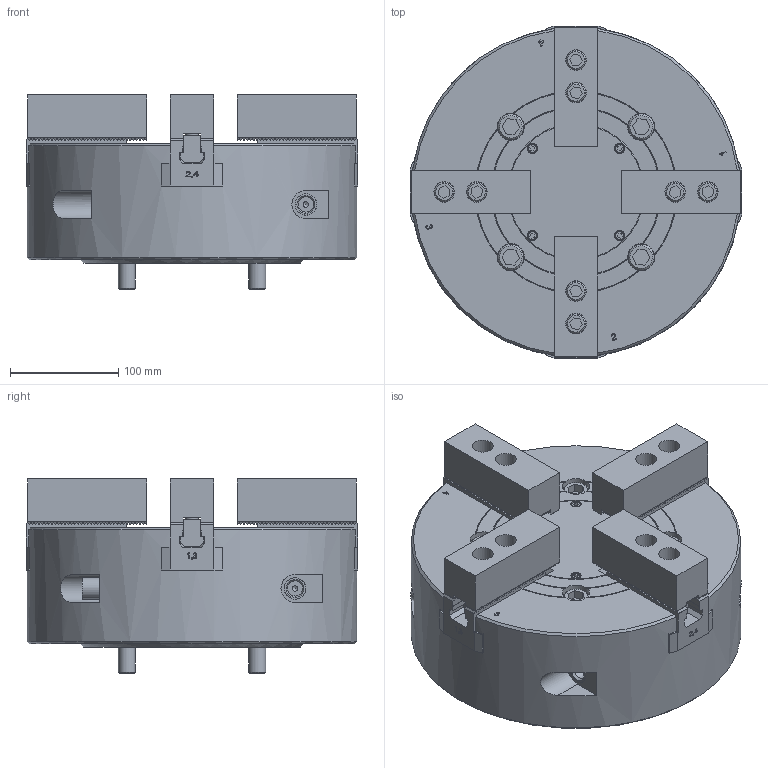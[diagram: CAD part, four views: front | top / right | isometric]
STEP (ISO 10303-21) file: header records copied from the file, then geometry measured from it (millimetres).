
FILE_DESCRIPTION(/* description */ ('Unknown'),/* implementation_level */ '2;1');
FILE_NAME(/* name */ 'HW12-Solid',/* time_stamp */ '2019-08-15T16:20:36+01:00',/* author */ ('Unknown'),/* organization */ ('Unknown'),/* preprocessor_version */ 'ST-DEVELOPER v16.7',/* originating_system */ 'DEX',/* authorisation */ $);
FILE_SCHEMA (('AUTOMOTIVE_DESIGN {1 0 10303 214 3 1 1}'));
Products named in the file (1): HW12_mid stroke
Bounding box: 306 x 306 x 178.98 mm (x, y, z)
Volume: 7696781.5 mm3; surface area: 941940.4 mm2
Topology: 44 solids, 44 shells, 3888 faces, 10996 edges, 7302 vertices
Faces by surface type: plane 2822, cylinder 800, cone 180, bspline 81, torus 5
Full cylindrical faces by diameter (mm): 3.3 x3, 4.2 x4, 4.5 x3, 4.826 x4, 5 x5, 5.2 x7, 5.5 x4, 6.8 x4, 8.5 x4, 9.5 x8, 10.3 x8, 11.701 x8, 13 x8, 14 x5, 15.682 x5, 17 x5, 18 x8, 19 x8, 19.6 x8, 20 x20, 24 x5, 25 x5, 28 x1, 40.5 x1, 42 x1, 58 x1, 58.5 x1, 59 x1, 60 x2, 66 x1
Entity records: 127116 total; most frequent: CARTESIAN_POINT 26337, ORIENTED_EDGE 21262, DIRECTION 19943, EDGE_CURVE 10631, LINE 8317, VECTOR 8317, VERTEX_POINT 7217, AXIS2_PLACEMENT_3D 5813
